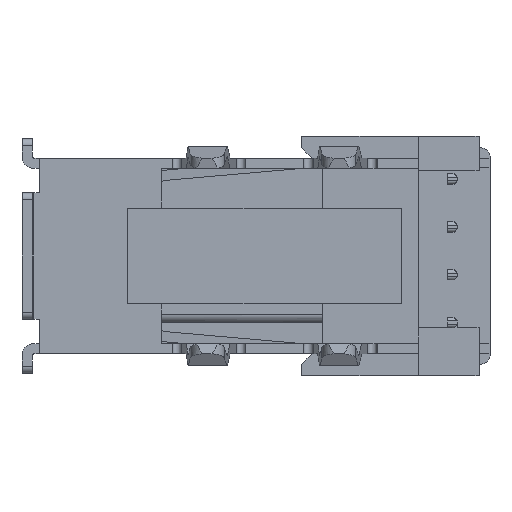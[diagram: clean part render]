
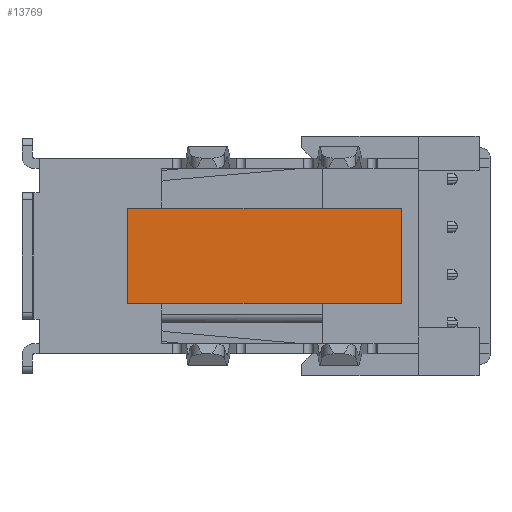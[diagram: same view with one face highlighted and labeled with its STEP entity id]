
A CAD part, front view. The second image highlights one B-rep face of the part: STEP entity #13769.
In plain terms, the highlighted planar face has unit normal (0, -1, 0).
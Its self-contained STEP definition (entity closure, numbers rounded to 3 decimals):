
#4614=DIRECTION('',(1.,0.,0.));
#4615=VECTOR('',#4614,8.);
#4616=CARTESIAN_POINT('',(-4.,-7.35,-1.4));
#4617=LINE('',#4616,#4615);
#4650=DIRECTION('',(1.,0.,0.));
#4651=VECTOR('',#4650,8.);
#4652=CARTESIAN_POINT('',(-4.,-7.35,1.4));
#4653=LINE('',#4652,#4651);
#4682=DIRECTION('',(0.,0.,1.));
#4683=VECTOR('',#4682,2.8);
#4684=CARTESIAN_POINT('',(4.,-7.35,-1.4));
#4685=LINE('',#4684,#4683);
#4686=DIRECTION('',(0.,0.,1.));
#4687=VECTOR('',#4686,2.8);
#4688=CARTESIAN_POINT('',(-4.,-7.35,-1.4));
#4689=LINE('',#4688,#4687);
#7178=CARTESIAN_POINT('',(-4.,-7.35,-1.4));
#7180=VERTEX_POINT('',#7178);
#7181=CARTESIAN_POINT('',(4.,-7.35,-1.4));
#7182=VERTEX_POINT('',#7181);
#7186=CARTESIAN_POINT('',(-4.,-7.35,1.4));
#7188=VERTEX_POINT('',#7186);
#7189=CARTESIAN_POINT('',(4.,-7.35,1.4));
#7190=VERTEX_POINT('',#7189);
#13757=CARTESIAN_POINT('',(-4.,-7.35,-1.4));
#13758=DIRECTION('',(0.,-1.,0.));
#13759=DIRECTION('',(1.,0.,0.));
#13760=AXIS2_PLACEMENT_3D('',#13757,#13758,#13759);
#13761=PLANE('',#13760);
#13762=ORIENTED_EDGE('',*,*,#13668,.F.);
#13764=ORIENTED_EDGE('',*,*,#13763,.T.);
#13765=ORIENTED_EDGE('',*,*,#13713,.T.);
#13766=ORIENTED_EDGE('',*,*,#13750,.F.);
#13767=EDGE_LOOP('',(#13762,#13764,#13765,#13766));
#13768=FACE_OUTER_BOUND('',#13767,.F.);
#13769=ADVANCED_FACE('',(#13768),#13761,.T.);
#13668=EDGE_CURVE('',#7180,#7182,#4617,.T.);
#13713=EDGE_CURVE('',#7188,#7190,#4653,.T.);
#13750=EDGE_CURVE('',#7182,#7190,#4685,.T.);
#13763=EDGE_CURVE('',#7180,#7188,#4689,.T.);
